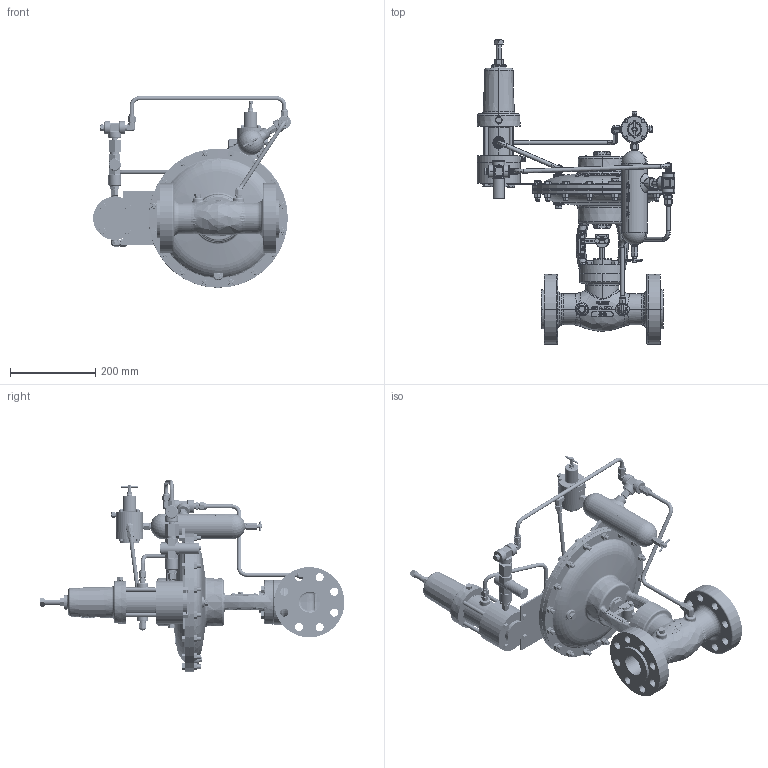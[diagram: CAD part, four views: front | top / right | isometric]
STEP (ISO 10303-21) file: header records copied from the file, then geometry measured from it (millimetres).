
FILE_DESCRIPTION (( 'STEP AP203' ), '1' );
FILE_NAME ('2 INCH HPMV 600RF FMT PC (150-75HPBP).step', '2014-01-24T21:42:39', ( 'PCTech' ), ( 'Microsoft' ), 'SwSTEP 2.0', 'SolidWorks 2013', '' );
FILE_SCHEMA (( 'CONFIG_CONTROL_DESIGN' ));
Length unit declared in the file: inch
Products named in the file (1): 2 INCH HPMV 600RF FMT PC (150-75HPBP)
Bounding box: 464.38 x 716.12 x 450.13 mm (x, y, z)
Volume: 9354576.6 mm3; surface area: 1440045.4 mm2
Topology: 134 solids, 134 shells, 5669 faces, 13676 edges, 8538 vertices
Faces by surface type: plane 2305, cone 1077, bspline 1038, cylinder 913, torus 277, sphere 59
Entity records: 243219 total; most frequent: CARTESIAN_POINT 121552, ORIENTED_EDGE 27272, DIRECTION 21982, EDGE_CURVE 13636, VERTEX_POINT 8538, AXIS2_PLACEMENT_3D 8383, EDGE_LOOP 6010, FACE_OUTER_BOUND 5669
